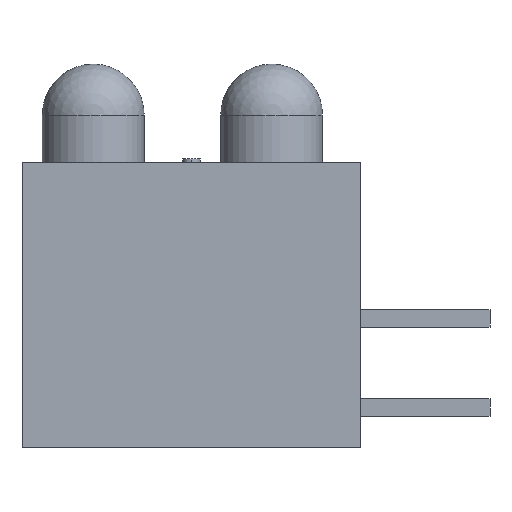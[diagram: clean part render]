
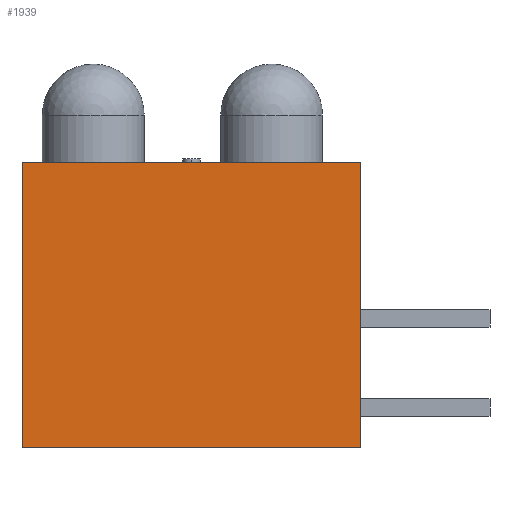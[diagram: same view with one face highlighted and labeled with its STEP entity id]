
A CAD part, left-side view. The second image highlights one B-rep face of the part: STEP entity #1939.
In plain terms, the highlighted planar face has unit normal (-1, 0, 0).
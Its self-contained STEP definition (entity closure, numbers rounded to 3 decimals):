
#1848 = VERTEX_POINT ( 'NONE', #11288 ) ;
#1850 = EDGE_CURVE ( 'NONE', #1878, #1848, #11286, .T. ) ;
#1878 = VERTEX_POINT ( 'NONE', #11390 ) ;
#1893 = EDGE_CURVE ( 'NONE', #1878, #1894, #11466, .T. ) ;
#1894 = VERTEX_POINT ( 'NONE', #11462 ) ;
#1901 = VERTEX_POINT ( 'NONE', #11452 ) ;
#1903 = EDGE_CURVE ( 'NONE', #1848, #1901, #11450, .T. ) ;
#1919 = ORIENTED_EDGE ( 'NONE', *, *, #1903, .T. ) ;
#1939 = ADVANCED_FACE ( 'NONE', ( #11594 ), #11632, .F. ) ;
#1940 = EDGE_LOOP ( 'NONE', ( #1993, #1994, #1995, #1919 ) ) ;
#1943 = EDGE_CURVE ( 'NONE', #1894, #1901, #11631, .T. ) ;
#1993 = ORIENTED_EDGE ( 'NONE', *, *, #1943, .F. ) ;
#1994 = ORIENTED_EDGE ( 'NONE', *, *, #1893, .F. ) ;
#1995 = ORIENTED_EDGE ( 'NONE', *, *, #1850, .T. ) ;
#11285 = CARTESIAN_POINT ( 'NONE',  ( -2.15, 4.825, -10.631 ) ) ;
#11286 = LINE ( 'NONE', #11285, #11344 ) ;
#11288 = CARTESIAN_POINT ( 'NONE',  ( -2.15, 4.825, -4.065 ) ) ;
#11343 = DIRECTION ( 'NONE',  ( 0., 0., -1. ) ) ;
#11344 = VECTOR ( 'NONE', #11343, 1000. ) ;
#11390 = CARTESIAN_POINT ( 'NONE',  ( -2.15, 4.825, 4.065 ) ) ;
#11447 = DIRECTION ( 'NONE',  ( 0., -1., 0. ) ) ;
#11448 = VECTOR ( 'NONE', #11447, 1000. ) ;
#11449 = CARTESIAN_POINT ( 'NONE',  ( -2.15, 0.071, -4.065 ) ) ;
#11450 = LINE ( 'NONE', #11449, #11448 ) ;
#11452 = CARTESIAN_POINT ( 'NONE',  ( -2.15, -4.825, -4.065 ) ) ;
#11462 = CARTESIAN_POINT ( 'NONE',  ( -2.15, -4.825, 4.065 ) ) ;
#11463 = DIRECTION ( 'NONE',  ( 0., -1., 0. ) ) ;
#11464 = VECTOR ( 'NONE', #11463, 1000. ) ;
#11465 = CARTESIAN_POINT ( 'NONE',  ( -2.15, 0.071, 4.065 ) ) ;
#11466 = LINE ( 'NONE', #11465, #11464 ) ;
#11594 = FACE_OUTER_BOUND ( 'NONE', #1940, .T. ) ;
#11623 = DIRECTION ( 'NONE',  ( 0., 0., -1. ) ) ;
#11624 = VECTOR ( 'NONE', #11623, 1000. ) ;
#11625 = CARTESIAN_POINT ( 'NONE',  ( -2.15, -4.825, -10.631 ) ) ;
#11627 = DIRECTION ( 'NONE',  ( 0., 0., -1. ) ) ;
#11628 = DIRECTION ( 'NONE',  ( 1., 0., 0. ) ) ;
#11629 = CARTESIAN_POINT ( 'NONE',  ( -2.15, 0.071, -10.631 ) ) ;
#11630 = AXIS2_PLACEMENT_3D ( 'NONE', #11629, #11628, #11627 ) ;
#11631 = LINE ( 'NONE', #11625, #11624 ) ;
#11632 = PLANE ( 'NONE',  #11630 ) ;
